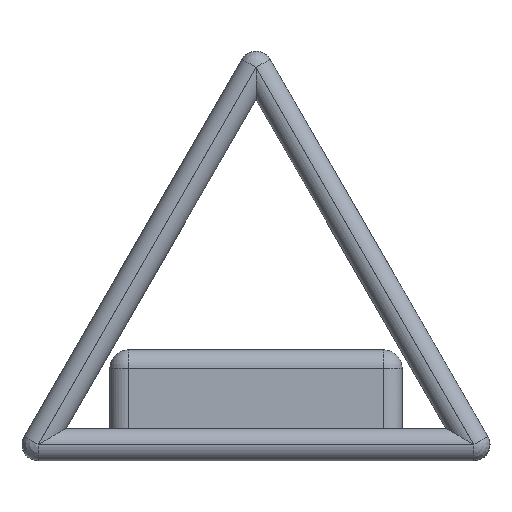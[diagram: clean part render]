
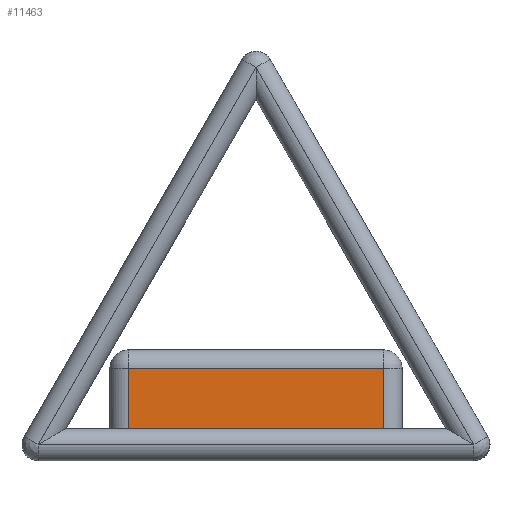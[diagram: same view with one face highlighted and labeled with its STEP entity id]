
A CAD part, left-side view. The second image highlights one B-rep face of the part: STEP entity #11463.
In plain terms, the highlighted planar face has unit normal (-1, 0, 0).
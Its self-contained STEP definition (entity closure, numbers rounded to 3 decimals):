
#1970 = CYLINDRICAL_SURFACE('',#1971,2.);
#1971 = AXIS2_PLACEMENT_3D('',#1972,#1973,#1974);
#1972 = CARTESIAN_POINT('',(-23.4,13.8,0.));
#1973 = DIRECTION('',(0.,0.,1.));
#1974 = DIRECTION('',(-0.,1.,0.));
#2448 = CYLINDRICAL_SURFACE('',#2449,2.);
#2449 = AXIS2_PLACEMENT_3D('',#2450,#2451,#2452);
#2450 = CARTESIAN_POINT('',(-23.4,-13.8,0.));
#2451 = DIRECTION('',(0.,0.,1.));
#2452 = DIRECTION('',(0.,-1.,0.));
#5007 = PLANE('',#5008);
#5008 = AXIS2_PLACEMENT_3D('',#5009,#5010,#5011);
#5009 = CARTESIAN_POINT('',(0.,0.,0.));
#5010 = DIRECTION('',(0.,0.,1.));
#5011 = DIRECTION('',(1.,0.,-0.));
#5175 = VERTEX_POINT('',#5176);
#5176 = CARTESIAN_POINT('',(-25.4,13.8,0.));
#5198 = EDGE_CURVE('',#5175,#5199,#5201,.T.);
#5199 = VERTEX_POINT('',#5200);
#5200 = CARTESIAN_POINT('',(-25.4,13.8,10.));
#5201 = SURFACE_CURVE('',#5202,(#5206,#5213),.PCURVE_S1.);
#5202 = LINE('',#5203,#5204);
#5203 = CARTESIAN_POINT('',(-25.4,13.8,0.));
#5204 = VECTOR('',#5205,1.);
#5205 = DIRECTION('',(0.,0.,1.));
#5206 = PCURVE('',#1970,#5207);
#5207 = DEFINITIONAL_REPRESENTATION('',(#5208),#5212);
#5208 = LINE('',#5209,#5210);
#5209 = CARTESIAN_POINT('',(1.571,0.));
#5210 = VECTOR('',#5211,1.);
#5211 = DIRECTION('',(0.,1.));
#5212 = ( GEOMETRIC_REPRESENTATION_CONTEXT(2) 
PARAMETRIC_REPRESENTATION_CONTEXT() REPRESENTATION_CONTEXT('2D SPACE',''
  ) );
#5213 = PCURVE('',#5214,#5219);
#5214 = PLANE('',#5215);
#5215 = AXIS2_PLACEMENT_3D('',#5216,#5217,#5218);
#5216 = CARTESIAN_POINT('',(-25.4,15.8,0.));
#5217 = DIRECTION('',(1.,0.,-0.));
#5218 = DIRECTION('',(0.,-1.,0.));
#5219 = DEFINITIONAL_REPRESENTATION('',(#5220),#5224);
#5220 = LINE('',#5221,#5222);
#5221 = CARTESIAN_POINT('',(2.,0.));
#5222 = VECTOR('',#5223,1.);
#5223 = DIRECTION('',(0.,-1.));
#5224 = ( GEOMETRIC_REPRESENTATION_CONTEXT(2) 
PARAMETRIC_REPRESENTATION_CONTEXT() REPRESENTATION_CONTEXT('2D SPACE',''
  ) );
#5813 = VERTEX_POINT('',#5814);
#5814 = CARTESIAN_POINT('',(-25.4,-13.8,0.));
#5840 = EDGE_CURVE('',#5813,#5841,#5843,.T.);
#5841 = VERTEX_POINT('',#5842);
#5842 = CARTESIAN_POINT('',(-25.4,-13.8,10.));
#5843 = SURFACE_CURVE('',#5844,(#5848,#5855),.PCURVE_S1.);
#5844 = LINE('',#5845,#5846);
#5845 = CARTESIAN_POINT('',(-25.4,-13.8,0.));
#5846 = VECTOR('',#5847,1.);
#5847 = DIRECTION('',(0.,0.,1.));
#5848 = PCURVE('',#2448,#5849);
#5849 = DEFINITIONAL_REPRESENTATION('',(#5850),#5854);
#5850 = LINE('',#5851,#5852);
#5851 = CARTESIAN_POINT('',(-1.571,0.));
#5852 = VECTOR('',#5853,1.);
#5853 = DIRECTION('',(-0.,1.));
#5854 = ( GEOMETRIC_REPRESENTATION_CONTEXT(2) 
PARAMETRIC_REPRESENTATION_CONTEXT() REPRESENTATION_CONTEXT('2D SPACE',''
  ) );
#5855 = PCURVE('',#5214,#5856);
#5856 = DEFINITIONAL_REPRESENTATION('',(#5857),#5861);
#5857 = LINE('',#5858,#5859);
#5858 = CARTESIAN_POINT('',(29.6,0.));
#5859 = VECTOR('',#5860,1.);
#5860 = DIRECTION('',(0.,-1.));
#5861 = ( GEOMETRIC_REPRESENTATION_CONTEXT(2) 
PARAMETRIC_REPRESENTATION_CONTEXT() REPRESENTATION_CONTEXT('2D SPACE',''
  ) );
#10700 = EDGE_CURVE('',#5175,#5813,#10701,.T.);
#10701 = SURFACE_CURVE('',#10702,(#10706,#10713),.PCURVE_S1.);
#10702 = LINE('',#10703,#10704);
#10703 = CARTESIAN_POINT('',(-25.4,15.8,0.));
#10704 = VECTOR('',#10705,1.);
#10705 = DIRECTION('',(0.,-1.,0.));
#10706 = PCURVE('',#5007,#10707);
#10707 = DEFINITIONAL_REPRESENTATION('',(#10708),#10712);
#10708 = LINE('',#10709,#10710);
#10709 = CARTESIAN_POINT('',(-25.4,15.8));
#10710 = VECTOR('',#10711,1.);
#10711 = DIRECTION('',(0.,-1.));
#10712 = ( GEOMETRIC_REPRESENTATION_CONTEXT(2) 
PARAMETRIC_REPRESENTATION_CONTEXT() REPRESENTATION_CONTEXT('2D SPACE',''
  ) );
#10713 = PCURVE('',#5214,#10714);
#10714 = DEFINITIONAL_REPRESENTATION('',(#10715),#10719);
#10715 = LINE('',#10716,#10717);
#10716 = CARTESIAN_POINT('',(0.,0.));
#10717 = VECTOR('',#10718,1.);
#10718 = DIRECTION('',(1.,0.));
#10719 = ( GEOMETRIC_REPRESENTATION_CONTEXT(2) 
PARAMETRIC_REPRESENTATION_CONTEXT() REPRESENTATION_CONTEXT('2D SPACE',''
  ) );
#11451 = CYLINDRICAL_SURFACE('',#11452,2.);
#11452 = AXIS2_PLACEMENT_3D('',#11453,#11454,#11455);
#11453 = CARTESIAN_POINT('',(-23.4,15.8,10.));
#11454 = DIRECTION('',(0.,-1.,0.));
#11455 = DIRECTION('',(-1.,-0.,0.));
#11463 = ADVANCED_FACE('',(#11464),#5214,.F.);
#11464 = FACE_BOUND('',#11465,.F.);
#11465 = EDGE_LOOP('',(#11466,#11467,#11468,#11489));
#11466 = ORIENTED_EDGE('',*,*,#10700,.F.);
#11467 = ORIENTED_EDGE('',*,*,#5198,.T.);
#11468 = ORIENTED_EDGE('',*,*,#11469,.T.);
#11469 = EDGE_CURVE('',#5199,#5841,#11470,.T.);
#11470 = SURFACE_CURVE('',#11471,(#11475,#11482),.PCURVE_S1.);
#11471 = LINE('',#11472,#11473);
#11472 = CARTESIAN_POINT('',(-25.4,15.8,10.));
#11473 = VECTOR('',#11474,1.);
#11474 = DIRECTION('',(0.,-1.,0.));
#11475 = PCURVE('',#5214,#11476);
#11476 = DEFINITIONAL_REPRESENTATION('',(#11477),#11481);
#11477 = LINE('',#11478,#11479);
#11478 = CARTESIAN_POINT('',(0.,-10.));
#11479 = VECTOR('',#11480,1.);
#11480 = DIRECTION('',(1.,0.));
#11481 = ( GEOMETRIC_REPRESENTATION_CONTEXT(2) 
PARAMETRIC_REPRESENTATION_CONTEXT() REPRESENTATION_CONTEXT('2D SPACE',''
  ) );
#11482 = PCURVE('',#11451,#11483);
#11483 = DEFINITIONAL_REPRESENTATION('',(#11484),#11488);
#11484 = LINE('',#11485,#11486);
#11485 = CARTESIAN_POINT('',(-0.,0.));
#11486 = VECTOR('',#11487,1.);
#11487 = DIRECTION('',(-0.,1.));
#11488 = ( GEOMETRIC_REPRESENTATION_CONTEXT(2) 
PARAMETRIC_REPRESENTATION_CONTEXT() REPRESENTATION_CONTEXT('2D SPACE',''
  ) );
#11489 = ORIENTED_EDGE('',*,*,#5840,.F.);
